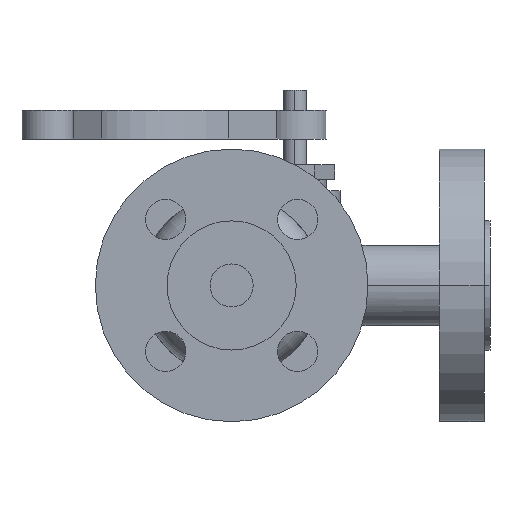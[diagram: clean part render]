
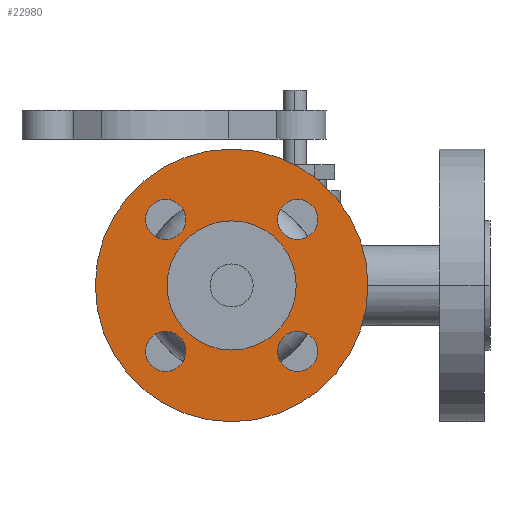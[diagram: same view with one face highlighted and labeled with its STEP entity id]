
A CAD part, front view. The second image highlights one B-rep face of the part: STEP entity #22980.
In plain terms, the highlighted planar face has unit normal (0, -1, 0).
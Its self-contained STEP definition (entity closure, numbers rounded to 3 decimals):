
#3250=CARTESIAN_POINT('',(22.5,2.,0.));
#3260=VERTEX_POINT('',#3250);
#3290=CARTESIAN_POINT('',(0.,2.,0.));
#3300=DIRECTION('',(0.,-1.,-0.));
#3310=DIRECTION('',(-1.,0.,0.));
#3320=AXIS2_PLACEMENT_3D('',#3290,#3300,#3310);
#3330=CIRCLE('',#3320,22.5);
#3340=CARTESIAN_POINT('',(-22.5,2.,0.));
#3350=VERTEX_POINT('',#3340);
#3360=EDGE_CURVE('',#3350,#3260,#3330,.T.);
#3650=CARTESIAN_POINT('',(-47.5,2.,0.));
#3660=VERTEX_POINT('',#3650);
#3840=CARTESIAN_POINT('',(47.5,2.,0.));
#3850=VERTEX_POINT('',#3840);
#3880=CARTESIAN_POINT('',(0.,2.,0.));
#3890=DIRECTION('',(0.,-1.,-0.));
#3900=DIRECTION('',(-1.,0.,0.));
#3910=AXIS2_PLACEMENT_3D('',#3880,#3890,#3900);
#3920=CIRCLE('',#3910,47.5);
#3930=EDGE_CURVE('',#3850,#3660,#3920,.T.);
#8660=CARTESIAN_POINT('',(29.981,2.,-22.981));
#8670=VERTEX_POINT('',#8660);
#8830=CARTESIAN_POINT('',(15.981,2.,-22.981));
#8840=VERTEX_POINT('',#8830);
#8870=CARTESIAN_POINT('',(22.981,2.,-22.981));
#8880=DIRECTION('',(-0.,1.,0.));
#8890=DIRECTION('',(1.,0.,0.));
#8900=AXIS2_PLACEMENT_3D('',#8870,#8880,#8890);
#8910=CIRCLE('',#8900,7.);
#8920=EDGE_CURVE('',#8840,#8670,#8910,.T.);
#9080=CARTESIAN_POINT('',(15.981,2.,22.981));
#9090=VERTEX_POINT('',#9080);
#9250=CARTESIAN_POINT('',(29.981,2.,22.981));
#9260=VERTEX_POINT('',#9250);
#9290=CARTESIAN_POINT('',(22.981,2.,22.981));
#9300=DIRECTION('',(-0.,1.,0.));
#9310=DIRECTION('',(1.,0.,0.));
#9320=AXIS2_PLACEMENT_3D('',#9290,#9300,#9310);
#9330=CIRCLE('',#9320,7.);
#9340=EDGE_CURVE('',#9260,#9090,#9330,.T.);
#9500=CARTESIAN_POINT('',(-15.981,2.,22.981));
#9510=VERTEX_POINT('',#9500);
#9670=CARTESIAN_POINT('',(-29.981,2.,22.981));
#9680=VERTEX_POINT('',#9670);
#9710=CARTESIAN_POINT('',(-22.981,2.,22.981));
#9720=DIRECTION('',(-0.,1.,0.));
#9730=DIRECTION('',(1.,0.,0.));
#9740=AXIS2_PLACEMENT_3D('',#9710,#9720,#9730);
#9750=CIRCLE('',#9740,7.);
#9760=EDGE_CURVE('',#9680,#9510,#9750,.T.);
#9920=CARTESIAN_POINT('',(-29.981,2.,-22.981));
#9930=VERTEX_POINT('',#9920);
#10090=CARTESIAN_POINT('',(-15.981,2.,-22.981));
#10100=VERTEX_POINT('',#10090);
#10130=CARTESIAN_POINT('',(-22.981,2.,-22.981));
#10140=DIRECTION('',(-0.,1.,0.));
#10150=DIRECTION('',(1.,0.,0.));
#10160=AXIS2_PLACEMENT_3D('',#10130,#10140,#10150);
#10170=CIRCLE('',#10160,7.);
#10180=EDGE_CURVE('',#10100,#9930,#10170,.T.);
#22630=CARTESIAN_POINT('',(-35.,2.,0.));
#22640=DIRECTION('',(0.,-1.,-0.));
#22650=DIRECTION('',(-1.,0.,0.));
#22660=AXIS2_PLACEMENT_3D('',#22630,#22640,#22650);
#22670=PLANE('',#22660);
#22680=EDGE_CURVE('',#9930,#10100,#10170,.T.);
#22690=ORIENTED_EDGE('',*,*,#22680,.T.);
#22700=ORIENTED_EDGE('',*,*,#10180,.T.);
#22710=EDGE_LOOP('',(#22700,#22690));
#22720=FACE_BOUND('',#22710,.T.);
#22730=EDGE_CURVE('',#9510,#9680,#9750,.T.);
#22740=ORIENTED_EDGE('',*,*,#22730,.T.);
#22750=ORIENTED_EDGE('',*,*,#9760,.T.);
#22760=EDGE_LOOP('',(#22750,#22740));
#22770=FACE_BOUND('',#22760,.T.);
#22780=EDGE_CURVE('',#9090,#9260,#9330,.T.);
#22790=ORIENTED_EDGE('',*,*,#22780,.T.);
#22800=ORIENTED_EDGE('',*,*,#9340,.T.);
#22810=EDGE_LOOP('',(#22800,#22790));
#22820=FACE_BOUND('',#22810,.T.);
#22830=EDGE_CURVE('',#8670,#8840,#8910,.T.);
#22840=ORIENTED_EDGE('',*,*,#22830,.T.);
#22850=ORIENTED_EDGE('',*,*,#8920,.T.);
#22860=EDGE_LOOP('',(#22850,#22840));
#22870=FACE_BOUND('',#22860,.T.);
#22880=EDGE_CURVE('',#3260,#3350,#3330,.T.);
#22890=ORIENTED_EDGE('',*,*,#22880,.F.);
#22900=ORIENTED_EDGE('',*,*,#3360,.F.);
#22910=EDGE_LOOP('',(#22900,#22890));
#22920=FACE_BOUND('',#22910,.T.);
#22930=EDGE_CURVE('',#3660,#3850,#3920,.T.);
#22940=ORIENTED_EDGE('',*,*,#22930,.T.);
#22950=ORIENTED_EDGE('',*,*,#3930,.T.);
#22960=EDGE_LOOP('',(#22950,#22940));
#22970=FACE_OUTER_BOUND('',#22960,.T.);
#22980=ADVANCED_FACE('',(#22720,#22770,#22820,#22870,#22920,#22970),
#22670,.T.);
